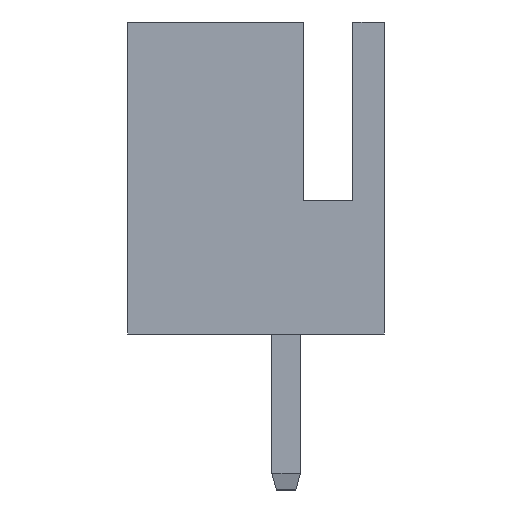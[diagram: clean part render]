
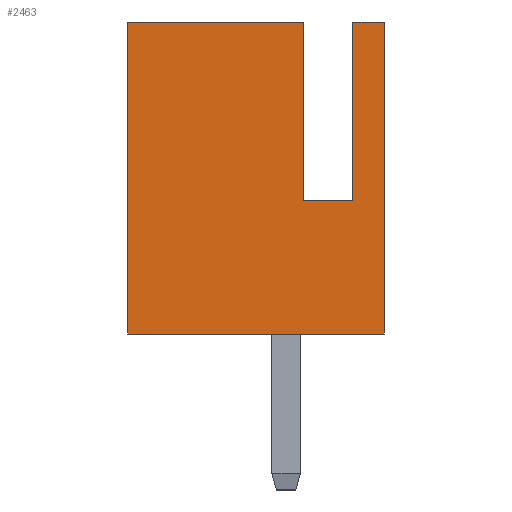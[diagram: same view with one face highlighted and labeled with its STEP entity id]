
A CAD part, left-side view. The second image highlights one B-rep face of the part: STEP entity #2463.
In plain terms, the highlighted planar face has unit normal (-1, 0, 0).
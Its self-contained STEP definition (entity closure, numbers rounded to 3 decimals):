
#67 = ORIENTED_EDGE ( 'NONE', *, *, #7266, .F. ) ;
#158 = DIRECTION ( 'NONE',  ( 0., 0., -1. ) ) ;
#397 = LINE ( 'NONE', #5644, #9398 ) ;
#438 = DIRECTION ( 'NONE',  ( 0., 0., 1. ) ) ;
#461 = VERTEX_POINT ( 'NONE', #9539 ) ;
#644 = VERTEX_POINT ( 'NONE', #6742 ) ;
#1033 = CARTESIAN_POINT ( 'NONE',  ( -2.5, 0., 3. ) ) ;
#1398 = VERTEX_POINT ( 'NONE', #2182 ) ;
#1694 = VERTEX_POINT ( 'NONE', #5357 ) ;
#1842 = CARTESIAN_POINT ( 'NONE',  ( -2.5, -0.4, 7. ) ) ;
#2087 = CARTESIAN_POINT ( 'NONE',  ( -2.5, -1.5, 7. ) ) ;
#2182 = CARTESIAN_POINT ( 'NONE',  ( -2.5, -2.2, 0. ) ) ;
#2225 = EDGE_CURVE ( 'NONE', #1694, #8265, #6609, .T. ) ;
#2312 = LINE ( 'NONE', #1033, #8620 ) ;
#2347 = ORIENTED_EDGE ( 'NONE', *, *, #6954, .T. ) ;
#2439 = LINE ( 'NONE', #2532, #6620 ) ;
#2463 = ADVANCED_FACE ( 'NONE', ( #7516 ), #9072, .T. ) ;
#2532 = CARTESIAN_POINT ( 'NONE',  ( -2.5, -1.5, 0. ) ) ;
#2592 = EDGE_CURVE ( 'NONE', #1694, #1398, #8045, .T. ) ;
#2807 = DIRECTION ( 'NONE',  ( 0., -1., 0. ) ) ;
#2857 = VECTOR ( 'NONE', #3276, 1000. ) ;
#2977 = LINE ( 'NONE', #4424, #5632 ) ;
#3024 = ORIENTED_EDGE ( 'NONE', *, *, #7477, .T. ) ;
#3072 = DIRECTION ( 'NONE',  ( 0., 0., 1. ) ) ;
#3276 = DIRECTION ( 'NONE',  ( 0., 1., 0. ) ) ;
#3353 = DIRECTION ( 'NONE',  ( -1., 0., 0. ) ) ;
#3628 = VECTOR ( 'NONE', #7314, 1000. ) ;
#3883 = EDGE_CURVE ( 'NONE', #461, #6930, #2312, .T. ) ;
#4076 = DIRECTION ( 'NONE',  ( 0., 0., 1. ) ) ;
#4174 = EDGE_CURVE ( 'NONE', #8365, #461, #2439, .T. ) ;
#4263 = AXIS2_PLACEMENT_3D ( 'NONE', #5533, #3353, #4076 ) ;
#4357 = CARTESIAN_POINT ( 'NONE',  ( -2.5, 0., 0. ) ) ;
#4424 = CARTESIAN_POINT ( 'NONE',  ( -2.5, -2.2, 0. ) ) ;
#4502 = ORIENTED_EDGE ( 'NONE', *, *, #5851, .T. ) ;
#4504 = CARTESIAN_POINT ( 'NONE',  ( -2.5, 3.55, 0. ) ) ;
#4536 = ORIENTED_EDGE ( 'NONE', *, *, #3883, .T. ) ;
#4889 = LINE ( 'NONE', #9431, #8870 ) ;
#5132 = ORIENTED_EDGE ( 'NONE', *, *, #4174, .T. ) ;
#5136 = ORIENTED_EDGE ( 'NONE', *, *, #2225, .F. ) ;
#5357 = CARTESIAN_POINT ( 'NONE',  ( -2.5, 3.55, 0. ) ) ;
#5499 = CARTESIAN_POINT ( 'NONE',  ( -2.5, 3.55, 7. ) ) ;
#5533 = CARTESIAN_POINT ( 'NONE',  ( -2.5, 0., 0. ) ) ;
#5632 = VECTOR ( 'NONE', #5931, 1000. ) ;
#5644 = CARTESIAN_POINT ( 'NONE',  ( -2.5, -0.4, 0. ) ) ;
#5851 = EDGE_CURVE ( 'NONE', #6930, #7545, #397, .T. ) ;
#5931 = DIRECTION ( 'NONE',  ( 0., 0., 1. ) ) ;
#5964 = VECTOR ( 'NONE', #3072, 1000. ) ;
#5992 = LINE ( 'NONE', #8941, #2857 ) ;
#6609 = LINE ( 'NONE', #4504, #5964 ) ;
#6620 = VECTOR ( 'NONE', #158, 1000. ) ;
#6742 = CARTESIAN_POINT ( 'NONE',  ( -2.5, -2.2, 7. ) ) ;
#6930 = VERTEX_POINT ( 'NONE', #8838 ) ;
#6954 = EDGE_CURVE ( 'NONE', #1398, #644, #2977, .T. ) ;
#7266 = EDGE_CURVE ( 'NONE', #8265, #7545, #4889, .T. ) ;
#7314 = DIRECTION ( 'NONE',  ( 0., -1., 0. ) ) ;
#7477 = EDGE_CURVE ( 'NONE', #644, #8365, #5992, .T. ) ;
#7516 = FACE_OUTER_BOUND ( 'NONE', #8230, .T. ) ;
#7545 = VERTEX_POINT ( 'NONE', #1842 ) ;
#7812 = ORIENTED_EDGE ( 'NONE', *, *, #2592, .T. ) ;
#8045 = LINE ( 'NONE', #4357, #3628 ) ;
#8230 = EDGE_LOOP ( 'NONE', ( #5132, #4536, #4502, #67, #5136, #7812, #2347, #3024 ) ) ;
#8265 = VERTEX_POINT ( 'NONE', #5499 ) ;
#8365 = VERTEX_POINT ( 'NONE', #2087 ) ;
#8620 = VECTOR ( 'NONE', #9000, 1000. ) ;
#8838 = CARTESIAN_POINT ( 'NONE',  ( -2.5, -0.4, 3. ) ) ;
#8870 = VECTOR ( 'NONE', #2807, 1000. ) ;
#8941 = CARTESIAN_POINT ( 'NONE',  ( -2.5, 0., 7. ) ) ;
#9000 = DIRECTION ( 'NONE',  ( 0., 1., 0. ) ) ;
#9072 = PLANE ( 'NONE',  #4263 ) ;
#9398 = VECTOR ( 'NONE', #438, 1000. ) ;
#9431 = CARTESIAN_POINT ( 'NONE',  ( -2.5, 0., 7. ) ) ;
#9539 = CARTESIAN_POINT ( 'NONE',  ( -2.5, -1.5, 3. ) ) ;
